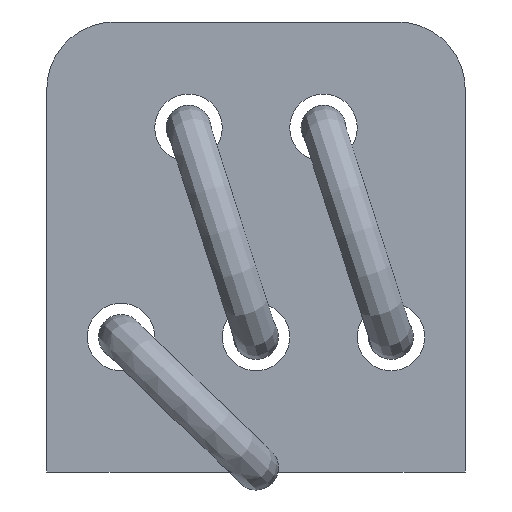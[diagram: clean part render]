
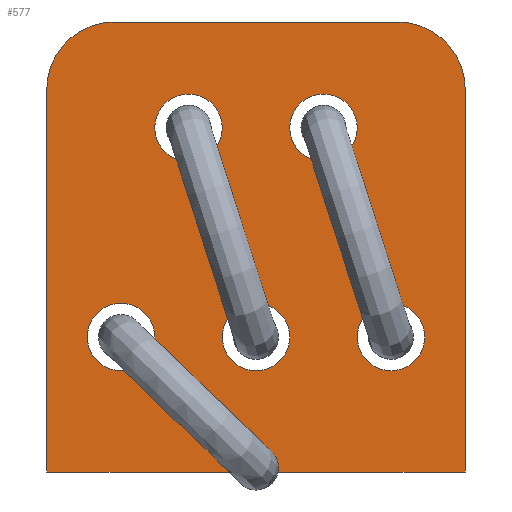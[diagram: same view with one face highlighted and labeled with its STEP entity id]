
A CAD part, left-side view. The second image highlights one B-rep face of the part: STEP entity #577.
In plain terms, the highlighted planar face has unit normal (-1, 0, 0).
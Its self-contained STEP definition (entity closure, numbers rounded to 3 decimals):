
#40=LINE('',#2081,#78);
#48=LINE('',#2095,#86);
#51=LINE('',#2101,#89);
#52=LINE('',#2103,#90);
#56=LINE('',#2110,#94);
#58=LINE('',#2113,#96);
#59=LINE('',#2114,#97);
#78=VECTOR('',#974,1000.);
#86=VECTOR('',#986,1000.);
#89=VECTOR('',#991,1000.);
#90=VECTOR('',#994,1000.);
#94=VECTOR('',#1000,1000.);
#96=VECTOR('',#1004,1000.);
#97=VECTOR('',#1005,1000.);
#106=PLANE('',#848);
#237=ORIENTED_EDGE('',*,*,#329,.F.);
#238=ORIENTED_EDGE('',*,*,#334,.F.);
#239=ORIENTED_EDGE('',*,*,#336,.F.);
#240=ORIENTED_EDGE('',*,*,#286,.T.);
#241=ORIENTED_EDGE('',*,*,#337,.F.);
#242=ORIENTED_EDGE('',*,*,#330,.F.);
#243=ORIENTED_EDGE('',*,*,#326,.T.);
#244=ORIENTED_EDGE('',*,*,#312,.F.);
#245=ORIENTED_EDGE('',*,*,#318,.T.);
#246=ORIENTED_EDGE('',*,*,#314,.F.);
#247=ORIENTED_EDGE('',*,*,#300,.T.);
#248=ORIENTED_EDGE('',*,*,#306,.T.);
#249=ORIENTED_EDGE('',*,*,#308,.T.);
#250=ORIENTED_EDGE('',*,*,#304,.T.);
#251=ORIENTED_EDGE('',*,*,#302,.T.);
#286=EDGE_CURVE('',#352,#353,#402,.T.);
#300=EDGE_CURVE('',#364,#364,#408,.T.);
#302=EDGE_CURVE('',#366,#366,#410,.T.);
#304=EDGE_CURVE('',#368,#368,#412,.T.);
#306=EDGE_CURVE('',#370,#370,#414,.T.);
#308=EDGE_CURVE('',#372,#372,#416,.T.);
#312=EDGE_CURVE('',#376,#377,#419,.T.);
#314=EDGE_CURVE('',#378,#379,#420,.T.);
#318=EDGE_CURVE('',#376,#379,#40,.T.);
#326=EDGE_CURVE('',#386,#377,#48,.T.);
#329=EDGE_CURVE('',#387,#378,#51,.T.);
#330=EDGE_CURVE('',#386,#388,#52,.T.);
#334=EDGE_CURVE('',#389,#387,#56,.T.);
#336=EDGE_CURVE('',#352,#389,#58,.T.);
#337=EDGE_CURVE('',#388,#353,#59,.T.);
#352=VERTEX_POINT('',#1696);
#353=VERTEX_POINT('',#1698);
#364=VERTEX_POINT('',#2039);
#366=VERTEX_POINT('',#2044);
#368=VERTEX_POINT('',#2049);
#370=VERTEX_POINT('',#2054);
#372=VERTEX_POINT('',#2059);
#376=VERTEX_POINT('',#2067);
#377=VERTEX_POINT('',#2069);
#378=VERTEX_POINT('',#2073);
#379=VERTEX_POINT('',#2074);
#386=VERTEX_POINT('',#2096);
#387=VERTEX_POINT('',#2100);
#388=VERTEX_POINT('',#2104);
#389=VERTEX_POINT('',#2109);
#402=CIRCLE('',#811,0.25);
#408=CIRCLE('',#822,0.375);
#410=CIRCLE('',#825,0.375);
#412=CIRCLE('',#828,0.375);
#414=CIRCLE('',#831,0.375);
#416=CIRCLE('',#834,0.375);
#419=CIRCLE('',#838,0.75);
#420=CIRCLE('',#840,0.75);
#472=EDGE_LOOP('',(#237,#238,#239,#240,#241,#242,#243,#244,#245,#246));
#473=EDGE_LOOP('',(#247));
#474=EDGE_LOOP('',(#248));
#475=EDGE_LOOP('',(#249));
#476=EDGE_LOOP('',(#250));
#477=EDGE_LOOP('',(#251));
#532=FACE_BOUND('',#472,.T.);
#533=FACE_BOUND('',#473,.T.);
#534=FACE_BOUND('',#474,.T.);
#535=FACE_BOUND('',#475,.T.);
#536=FACE_BOUND('',#476,.T.);
#537=FACE_BOUND('',#477,.T.);
#577=ADVANCED_FACE('',(#532,#533,#534,#535,#536,#537),#106,.F.);
#811=AXIS2_PLACEMENT_3D('',#1856,#898,#899);
#822=AXIS2_PLACEMENT_3D('',#2038,#928,#929);
#825=AXIS2_PLACEMENT_3D('',#2043,#934,#935);
#828=AXIS2_PLACEMENT_3D('',#2048,#940,#941);
#831=AXIS2_PLACEMENT_3D('',#2053,#946,#947);
#834=AXIS2_PLACEMENT_3D('',#2058,#952,#953);
#838=AXIS2_PLACEMENT_3D('',#2068,#961,#962);
#840=AXIS2_PLACEMENT_3D('',#2072,#966,#967);
#848=AXIS2_PLACEMENT_3D('',#2112,#1002,#1003);
#898=DIRECTION('',(1.,0.,0.));
#899=DIRECTION('',(0.,-1.,0.));
#928=DIRECTION('',(1.,0.,0.));
#929=DIRECTION('',(0.,0.,-1.));
#934=DIRECTION('',(1.,0.,0.));
#935=DIRECTION('',(0.,0.,-1.));
#940=DIRECTION('',(1.,0.,0.));
#941=DIRECTION('',(0.,0.,-1.));
#946=DIRECTION('',(1.,0.,0.));
#947=DIRECTION('',(0.,0.,-1.));
#952=DIRECTION('',(1.,0.,0.));
#953=DIRECTION('',(0.,0.,-1.));
#961=DIRECTION('',(1.,0.,0.));
#962=DIRECTION('',(0.,0.,-1.));
#966=DIRECTION('',(1.,0.,0.));
#967=DIRECTION('',(0.,0.,-1.));
#974=DIRECTION('',(0.,-1.,0.));
#986=DIRECTION('',(0.,0.,-1.));
#991=DIRECTION('',(0.,0.,-1.));
#994=DIRECTION('',(0.,-1.,0.));
#1000=DIRECTION('',(0.,-1.,0.));
#1002=DIRECTION('',(1.,0.,0.));
#1003=DIRECTION('',(0.,0.,-1.));
#1004=DIRECTION('',(0.,0.,1.));
#1005=DIRECTION('',(0.,0.,-1.));
#1696=CARTESIAN_POINT('',(-4.25,-0.25,2.45));
#1698=CARTESIAN_POINT('',(-4.25,0.25,2.45));
#1856=CARTESIAN_POINT('',(-4.25,0.,2.45));
#2038=CARTESIAN_POINT('',(-4.25,0.75,-1.325));
#2039=CARTESIAN_POINT('',(-4.25,0.75,-1.7));
#2043=CARTESIAN_POINT('',(-4.25,-0.75,-1.325));
#2044=CARTESIAN_POINT('',(-4.25,-0.75,-1.7));
#2048=CARTESIAN_POINT('',(-4.25,1.5,1.));
#2049=CARTESIAN_POINT('',(-4.25,1.5,0.625));
#2053=CARTESIAN_POINT('',(-4.25,-1.5,1.));
#2054=CARTESIAN_POINT('',(-4.25,-1.5,0.625));
#2058=CARTESIAN_POINT('',(-4.25,0.,1.));
#2059=CARTESIAN_POINT('',(-4.25,0.,0.625));
#2067=CARTESIAN_POINT('',(-4.25,1.575,-2.5));
#2068=CARTESIAN_POINT('',(-4.25,1.575,-1.75));
#2069=CARTESIAN_POINT('',(-4.25,2.325,-1.75));
#2072=CARTESIAN_POINT('',(-4.25,-1.575,-1.75));
#2073=CARTESIAN_POINT('',(-4.25,-2.325,-1.75));
#2074=CARTESIAN_POINT('',(-4.25,-1.575,-2.5));
#2081=CARTESIAN_POINT('',(-4.25,2.325,-2.5));
#2095=CARTESIAN_POINT('',(-4.25,2.325,2.5));
#2096=CARTESIAN_POINT('',(-4.25,2.325,2.5));
#2100=CARTESIAN_POINT('',(-4.25,-2.325,2.5));
#2101=CARTESIAN_POINT('',(-4.25,-2.325,2.5));
#2103=CARTESIAN_POINT('',(-4.25,2.325,2.5));
#2104=CARTESIAN_POINT('',(-4.25,0.25,2.5));
#2109=CARTESIAN_POINT('',(-4.25,-0.25,2.5));
#2110=CARTESIAN_POINT('',(-4.25,2.325,2.5));
#2112=CARTESIAN_POINT('',(-4.25,2.325,2.5));
#2113=CARTESIAN_POINT('',(-4.25,-0.25,2.5));
#2114=CARTESIAN_POINT('',(-4.25,0.25,2.5));
